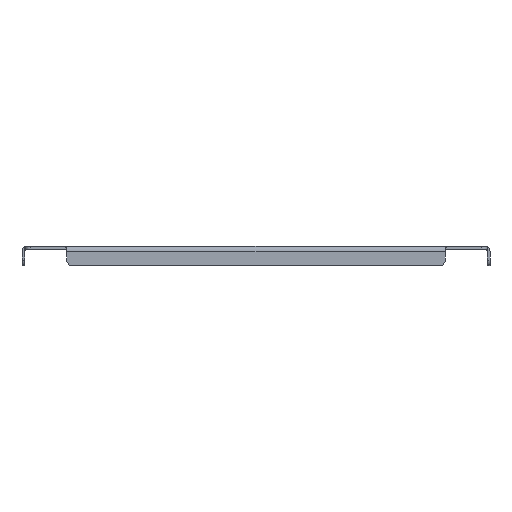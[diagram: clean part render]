
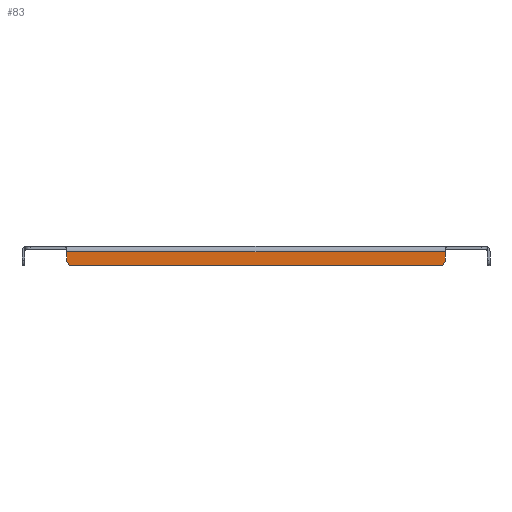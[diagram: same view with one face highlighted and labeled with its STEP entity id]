
A CAD part, front view. The second image highlights one B-rep face of the part: STEP entity #83.
In plain terms, the highlighted planar face has unit normal (0, -1, 0).
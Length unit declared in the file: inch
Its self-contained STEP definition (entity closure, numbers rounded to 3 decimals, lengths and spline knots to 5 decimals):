
#83 = ADVANCED_FACE ( 'NONE', ( #3208 ), #1445, .T. ) ;
#166 = LINE ( 'NONE', #1198, #1920 ) ;
#179 = VERTEX_POINT ( 'NONE', #2449 ) ;
#211 = DIRECTION ( 'NONE',  ( 1., 0., 0. ) ) ;
#287 = LINE ( 'NONE', #1609, #2288 ) ;
#309 = AXIS2_PLACEMENT_3D ( 'NONE', #2986, #2732, #1439 ) ;
#423 = EDGE_CURVE ( 'NONE', #2314, #2902, #3315, .T. ) ;
#454 = EDGE_CURVE ( 'NONE', #2798, #179, #287, .T. ) ;
#581 = ORIENTED_EDGE ( 'NONE', *, *, #2356, .F. ) ;
#748 = EDGE_CURVE ( 'NONE', #2971, #2798, #1598, .T. ) ;
#907 = ORIENTED_EDGE ( 'NONE', *, *, #1408, .F. ) ;
#939 = DIRECTION ( 'NONE',  ( 0., -1., 0. ) ) ;
#952 = ORIENTED_EDGE ( 'NONE', *, *, #1065, .F. ) ;
#1024 = LINE ( 'NONE', #2822, #1878 ) ;
#1065 = EDGE_CURVE ( 'NONE', #2226, #2314, #2471, .T. ) ;
#1149 = AXIS2_PLACEMENT_3D ( 'NONE', #1594, #2605, #2363 ) ;
#1198 = CARTESIAN_POINT ( 'NONE',  ( 8.46875, -16.46875, -0.237 ) ) ;
#1319 = EDGE_LOOP ( 'NONE', ( #2063, #2665, #907, #2864, #952, #581 ) ) ;
#1329 = CARTESIAN_POINT ( 'NONE',  ( -8.46875, -16.46875, -0.625 ) ) ;
#1399 = DIRECTION ( 'NONE',  ( 0., 0., -1. ) ) ;
#1408 = EDGE_CURVE ( 'NONE', #2902, #2971, #1024, .T. ) ;
#1439 = DIRECTION ( 'NONE',  ( 0., 0., -1. ) ) ;
#1445 = PLANE ( 'NONE',  #1514 ) ;
#1514 = AXIS2_PLACEMENT_3D ( 'NONE', #2723, #939, #3228 ) ;
#1594 = CARTESIAN_POINT ( 'NONE',  ( 8.21875, -16.46875, -0.625 ) ) ;
#1598 = CIRCLE ( 'NONE', #309, 0.25 ) ;
#1609 = CARTESIAN_POINT ( 'NONE',  ( -8.46875, -16.46875, -0.556 ) ) ;
#1718 = VECTOR ( 'NONE', #1399, 39.37008 ) ;
#1878 = VECTOR ( 'NONE', #3092, 39.37008 ) ;
#1920 = VECTOR ( 'NONE', #211, 39.37008 ) ;
#2056 = CARTESIAN_POINT ( 'NONE',  ( 8.21875, -16.46875, -0.875 ) ) ;
#2063 = ORIENTED_EDGE ( 'NONE', *, *, #454, .F. ) ;
#2226 = VERTEX_POINT ( 'NONE', #3067 ) ;
#2288 = VECTOR ( 'NONE', #2587, 39.37008 ) ;
#2314 = VERTEX_POINT ( 'NONE', #3318 ) ;
#2356 = EDGE_CURVE ( 'NONE', #179, #2226, #166, .T. ) ;
#2363 = DIRECTION ( 'NONE',  ( 0., 0., -1. ) ) ;
#2449 = CARTESIAN_POINT ( 'NONE',  ( -8.46875, -16.46875, -0.237 ) ) ;
#2471 = LINE ( 'NONE', #3261, #1718 ) ;
#2587 = DIRECTION ( 'NONE',  ( 0., 0., 1. ) ) ;
#2605 = DIRECTION ( 'NONE',  ( 0., 1., 0. ) ) ;
#2636 = CARTESIAN_POINT ( 'NONE',  ( -8.21875, -16.46875, -0.875 ) ) ;
#2665 = ORIENTED_EDGE ( 'NONE', *, *, #748, .F. ) ;
#2723 = CARTESIAN_POINT ( 'NONE',  ( -10.34375, -16.46875, 0. ) ) ;
#2732 = DIRECTION ( 'NONE',  ( 0., 1., 0. ) ) ;
#2798 = VERTEX_POINT ( 'NONE', #1329 ) ;
#2822 = CARTESIAN_POINT ( 'NONE',  ( 0., -16.46875, -0.875 ) ) ;
#2864 = ORIENTED_EDGE ( 'NONE', *, *, #423, .F. ) ;
#2902 = VERTEX_POINT ( 'NONE', #2056 ) ;
#2971 = VERTEX_POINT ( 'NONE', #2636 ) ;
#2986 = CARTESIAN_POINT ( 'NONE',  ( -8.21875, -16.46875, -0.625 ) ) ;
#3067 = CARTESIAN_POINT ( 'NONE',  ( 8.46875, -16.46875, -0.237 ) ) ;
#3092 = DIRECTION ( 'NONE',  ( -1., 0., 0. ) ) ;
#3208 = FACE_OUTER_BOUND ( 'NONE', #1319, .T. ) ;
#3228 = DIRECTION ( 'NONE',  ( 0., 0., -1. ) ) ;
#3261 = CARTESIAN_POINT ( 'NONE',  ( 8.46875, -16.46875, -0.556 ) ) ;
#3315 = CIRCLE ( 'NONE', #1149, 0.25 ) ;
#3318 = CARTESIAN_POINT ( 'NONE',  ( 8.46875, -16.46875, -0.625 ) ) ;
